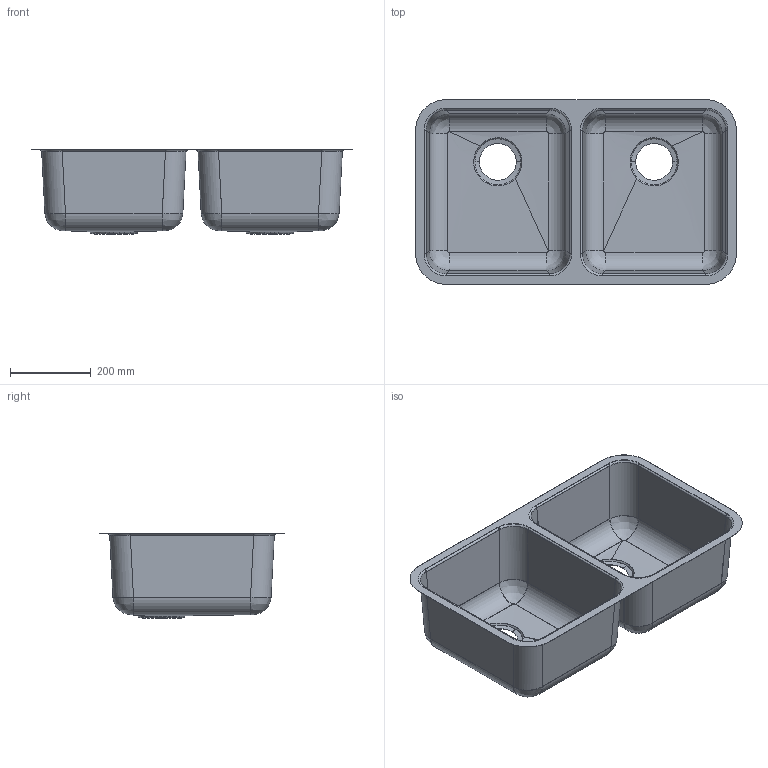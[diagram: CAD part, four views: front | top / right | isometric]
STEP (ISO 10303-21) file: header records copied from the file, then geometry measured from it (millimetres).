
FILE_DESCRIPTION (( 'STEP AP203' ), '1' );
FILE_NAME ('RFA200.STEP', '2025-07-18T04:28:16', ( '' ), ( '' ), 'SwSTEP 2.0', 'SolidWorks 2022', '' );
FILE_SCHEMA (( 'CONFIG_CONTROL_DESIGN' ));
Length unit declared in the file: millimetre
Products named in the file (1): RFA200
Bounding box: 794 x 457 x 210.02 mm (x, y, z)
Volume: 805069.3 mm3; surface area: 1651153.5 mm2
Topology: 1 solids, 1 shells, 134 faces, 328 edges, 196 vertices
Faces by surface type: cylinder 56, bspline 40, plane 22, cone 16
Entity records: 16518 total; most frequent: CARTESIAN_POINT 13618, ORIENTED_EDGE 656, DIRECTION 526, EDGE_CURVE 328, AXIS2_PLACEMENT_3D 205, VERTEX_POINT 196, EDGE_LOOP 138, FACE_OUTER_BOUND 134
